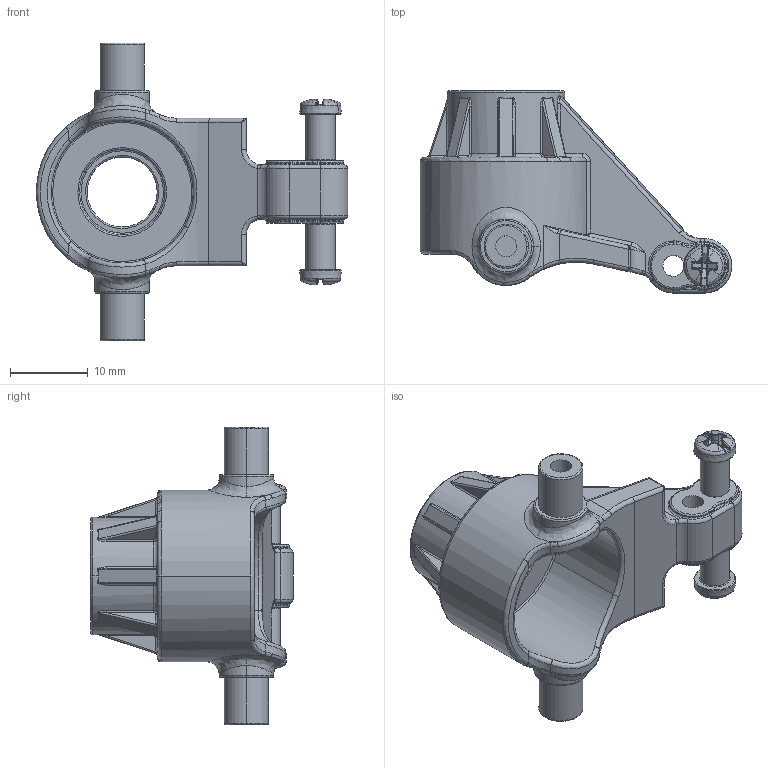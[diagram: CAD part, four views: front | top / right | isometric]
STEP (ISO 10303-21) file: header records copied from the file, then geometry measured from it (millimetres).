
FILE_DESCRIPTION(/* description */ ('CAx-IF Rec.Pracs.---Representation and Presentation of Product Manufacturing Information (PMI)---4.0---2014-10-13','CAx-IF Rec.Pracs.---3D Tessellated Geometry---0.4---2014-09-14','2;1'),/* implementation_level */ '2;1');
FILE_NAME(/* name */ 'Fusee avant A3 51318',/* time_stamp */ '2024-09-25T15:50:34+02:00',/* author */ (''),/* organization */ (''),/* preprocessor_version */ 'ST-DEVELOPER v16.7',/* originating_system */ 'SIEMENS PLM Software NX 1867',/* authorisation */ $);
FILE_SCHEMA (('AP242_MANAGED_MODEL_BASED_3D_ENGINEERING_MIM_LF { 1 0 10303 442 1 1 4 }'));
Length unit declared in the file: millimetre
Products named in the file (2): Fusee avant A3 51318; Vis 3x14 MB2 50582
Assembly tree (2 placements, depth 2):
  Fusee avant A3 51318
    Vis 3x14 MB2 50582  x2
Bounding box: 40.05 x 26 x 38.3 mm (x, y, z)
Volume: 5032 mm3; surface area: 5099.8 mm2
Topology: 3 solids, 3 shells, 1041 faces, 2355 edges, 1296 vertices
Faces by surface type: bspline 430, cylinder 263, torus 188, plane 100, sphere 50, cone 10
Entity records: 32880 total; most frequent: CARTESIAN_POINT 18514, ORIENTED_EDGE 3348, DIRECTION 2233, EDGE_CURVE 1674, AXIS2_PLACEMENT_3D 954, VERTEX_POINT 939, B_SPLINE_CURVE_WITH_KNOTS 864, EDGE_LOOP 761
